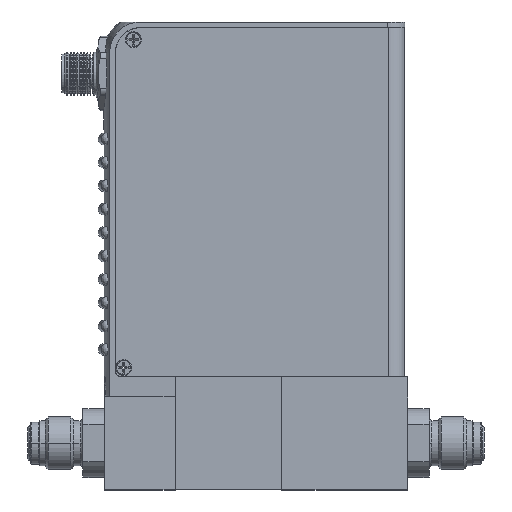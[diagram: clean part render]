
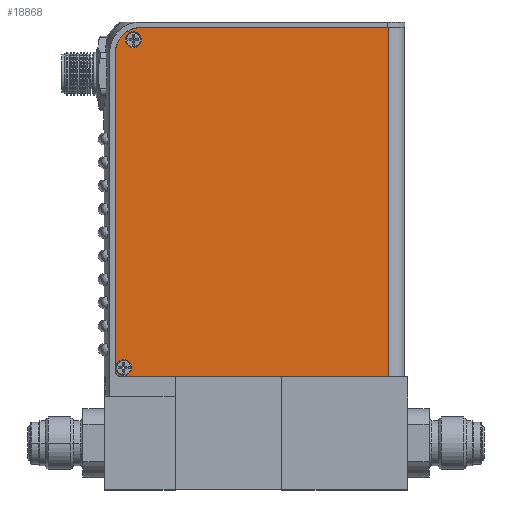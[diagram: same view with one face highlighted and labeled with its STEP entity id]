
A CAD part, top view. The second image highlights one B-rep face of the part: STEP entity #18868.
In plain terms, the highlighted planar face has unit normal (0, 0, 1).
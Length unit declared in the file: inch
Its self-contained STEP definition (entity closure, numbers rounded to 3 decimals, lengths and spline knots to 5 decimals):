
#147 = CARTESIAN_POINT ( 'NONE',  ( -0.55875, 4.80832, 0.56 ) ) ;
#469 = LINE ( 'NONE', #147, #6279 ) ;
#1159 = ORIENTED_EDGE ( 'NONE', *, *, #3371, .F. ) ;
#1275 = EDGE_CURVE ( 'NONE', #21229, #1677, #12913, .T. ) ;
#1677 = VERTEX_POINT ( 'NONE', #19666 ) ;
#1841 = EDGE_CURVE ( 'NONE', #29171, #29867, #17092, .T. ) ;
#2205 = CARTESIAN_POINT ( 'NONE',  ( -0.55875, 4.80832, 0.56 ) ) ;
#2232 = ORIENTED_EDGE ( 'NONE', *, *, #31460, .T. ) ;
#2361 = DIRECTION ( 'NONE',  ( 0., 0., -1. ) ) ;
#2472 = EDGE_LOOP ( 'NONE', ( #5794, #13781 ) ) ;
#2607 = CARTESIAN_POINT ( 'NONE',  ( -3.47775, 4.80798, 0.56 ) ) ;
#2705 = AXIS2_PLACEMENT_3D ( 'NONE', #17019, #2361, #19610 ) ;
#2952 = CARTESIAN_POINT ( 'NONE',  ( -3.47772, 4.53798, 0.56 ) ) ;
#3224 = VECTOR ( 'NONE', #22954, 39.37008 ) ;
#3371 = EDGE_CURVE ( 'NONE', #15063, #29171, #469, .T. ) ;
#4125 = FACE_BOUND ( 'NONE', #2472, .T. ) ;
#4398 = CARTESIAN_POINT ( 'NONE',  ( -3.47732, 1.13998, 0.56 ) ) ;
#4421 = EDGE_CURVE ( 'NONE', #15063, #8878, #24341, .T. ) ;
#4816 = LINE ( 'NONE', #14519, #31101 ) ;
#5432 = CARTESIAN_POINT ( 'NONE',  ( -3.28774, 4.679, 0.56 ) ) ;
#5794 = ORIENTED_EDGE ( 'NONE', *, *, #1275, .F. ) ;
#5876 = DIRECTION ( 'NONE',  ( 0., -1., 0. ) ) ;
#6063 = AXIS2_PLACEMENT_3D ( 'NONE', #25052, #10287, #27542 ) ;
#6279 = VECTOR ( 'NONE', #10081, 39.37008 ) ;
#6408 = EDGE_CURVE ( 'NONE', #8878, #22965, #13387, .T. ) ;
#6483 = EDGE_CURVE ( 'NONE', #1677, #21229, #8804, .T. ) ;
#6675 = EDGE_CURVE ( 'NONE', #26641, #18153, #23817, .T. ) ;
#6842 = VECTOR ( 'NONE', #19871, 39.37008 ) ;
#7040 = AXIS2_PLACEMENT_3D ( 'NONE', #26152, #11370, #28600 ) ;
#7941 = DIRECTION ( 'NONE',  ( 0., 0., 1. ) ) ;
#7944 = DIRECTION ( 'NONE',  ( 0., -1., 0. ) ) ;
#8178 = CARTESIAN_POINT ( 'NONE',  ( -0.55875, 4.80832, 0.56 ) ) ;
#8804 = CIRCLE ( 'NONE', #30816, 0.086 ) ;
#8862 = CARTESIAN_POINT ( 'NONE',  ( -3.38932, 1.17499, 0.56 ) ) ;
#8878 = VERTEX_POINT ( 'NONE', #2952 ) ;
#9518 = EDGE_CURVE ( 'NONE', #22965, #24418, #15978, .T. ) ;
#9861 = ORIENTED_EDGE ( 'NONE', *, *, #4421, .T. ) ;
#10081 = DIRECTION ( 'NONE',  ( 1., 0., 0. ) ) ;
#10287 = DIRECTION ( 'NONE',  ( 0., 0., 1. ) ) ;
#10776 = CARTESIAN_POINT ( 'NONE',  ( -3.41431, 1.07699, 0.56 ) ) ;
#11332 = DIRECTION ( 'NONE',  ( 0., -1., 0. ) ) ;
#11370 = DIRECTION ( 'NONE',  ( 0., 0., 1. ) ) ;
#11766 = AXIS2_PLACEMENT_3D ( 'NONE', #22697, #7941, #25186 ) ;
#12913 = CIRCLE ( 'NONE', #17245, 0.086 ) ;
#13185 = DIRECTION ( 'NONE',  ( 0., 0., 1. ) ) ;
#13387 = LINE ( 'NONE', #2607, #6842 ) ;
#13580 = ORIENTED_EDGE ( 'NONE', *, *, #19199, .F. ) ;
#13781 = ORIENTED_EDGE ( 'NONE', *, *, #6483, .F. ) ;
#14146 = CARTESIAN_POINT ( 'NONE',  ( -3.38931, 1.08899, 0.56 ) ) ;
#14510 = CIRCLE ( 'NONE', #24212, 0.086 ) ;
#14519 = CARTESIAN_POINT ( 'NONE',  ( -0.55831, 1.07732, 0.56 ) ) ;
#15063 = VERTEX_POINT ( 'NONE', #31369 ) ;
#15978 = CIRCLE ( 'NONE', #6063, 0.063 ) ;
#17019 = CARTESIAN_POINT ( 'NONE',  ( -0.55875, 4.80832, 0.56 ) ) ;
#17092 = LINE ( 'NONE', #8178, #3224 ) ;
#17129 = PLANE ( 'NONE',  #2705 ) ;
#17245 = AXIS2_PLACEMENT_3D ( 'NONE', #25404, #13185, #5876 ) ;
#18153 = VERTEX_POINT ( 'NONE', #14146 ) ;
#18426 = ORIENTED_EDGE ( 'NONE', *, *, #1841, .F. ) ;
#18868 = ADVANCED_FACE ( 'NONE', ( #4125, #23834, #24599 ), #17129, .F. ) ;
#19199 = EDGE_CURVE ( 'NONE', #18153, #26641, #14510, .T. ) ;
#19610 = DIRECTION ( 'NONE',  ( -1., 0., 0. ) ) ;
#19666 = CARTESIAN_POINT ( 'NONE',  ( -3.28775, 4.765, 0.56 ) ) ;
#19695 = EDGE_LOOP ( 'NONE', ( #23673, #23627, #2232, #18426, #1159, #9861 ) ) ;
#19871 = DIRECTION ( 'NONE',  ( 0., -1., 0. ) ) ;
#20528 = EDGE_LOOP ( 'NONE', ( #13580, #31383 ) ) ;
#21229 = VERTEX_POINT ( 'NONE', #21710 ) ;
#21239 = CARTESIAN_POINT ( 'NONE',  ( -3.38933, 1.26099, 0.56 ) ) ;
#21710 = CARTESIAN_POINT ( 'NONE',  ( -3.28773, 4.593, 0.56 ) ) ;
#21865 = DIRECTION ( 'NONE',  ( 1., 0., 0. ) ) ;
#22697 = CARTESIAN_POINT ( 'NONE',  ( -3.20772, 4.53801, 0.56 ) ) ;
#22701 = DIRECTION ( 'NONE',  ( 0., 0., 1. ) ) ;
#22954 = DIRECTION ( 'NONE',  ( 0., -1., 0. ) ) ;
#22965 = VERTEX_POINT ( 'NONE', #4398 ) ;
#23627 = ORIENTED_EDGE ( 'NONE', *, *, #9518, .T. ) ;
#23673 = ORIENTED_EDGE ( 'NONE', *, *, #6408, .T. ) ;
#23817 = CIRCLE ( 'NONE', #7040, 0.086 ) ;
#23834 = FACE_OUTER_BOUND ( 'NONE', #19695, .T. ) ;
#24212 = AXIS2_PLACEMENT_3D ( 'NONE', #8862, #26119, #11332 ) ;
#24341 = CIRCLE ( 'NONE', #11766, 0.27 ) ;
#24418 = VERTEX_POINT ( 'NONE', #10776 ) ;
#24599 = FACE_BOUND ( 'NONE', #20528, .T. ) ;
#25052 = CARTESIAN_POINT ( 'NONE',  ( -3.41432, 1.13999, 0.56 ) ) ;
#25186 = DIRECTION ( 'NONE',  ( -1., 0., 0. ) ) ;
#25404 = CARTESIAN_POINT ( 'NONE',  ( -3.28774, 4.679, 0.56 ) ) ;
#26119 = DIRECTION ( 'NONE',  ( 0., 0., 1. ) ) ;
#26152 = CARTESIAN_POINT ( 'NONE',  ( -3.38932, 1.17499, 0.56 ) ) ;
#26641 = VERTEX_POINT ( 'NONE', #21239 ) ;
#27542 = DIRECTION ( 'NONE',  ( -1., 0., 0. ) ) ;
#28600 = DIRECTION ( 'NONE',  ( 0., -1., 0. ) ) ;
#29171 = VERTEX_POINT ( 'NONE', #2205 ) ;
#29867 = VERTEX_POINT ( 'NONE', #29998 ) ;
#29998 = CARTESIAN_POINT ( 'NONE',  ( -0.55831, 1.07732, 0.56 ) ) ;
#30816 = AXIS2_PLACEMENT_3D ( 'NONE', #5432, #22701, #7944 ) ;
#31101 = VECTOR ( 'NONE', #21865, 39.37008 ) ;
#31369 = CARTESIAN_POINT ( 'NONE',  ( -3.20775, 4.80801, 0.56 ) ) ;
#31383 = ORIENTED_EDGE ( 'NONE', *, *, #6675, .F. ) ;
#31460 = EDGE_CURVE ( 'NONE', #24418, #29867, #4816, .T. ) ;
